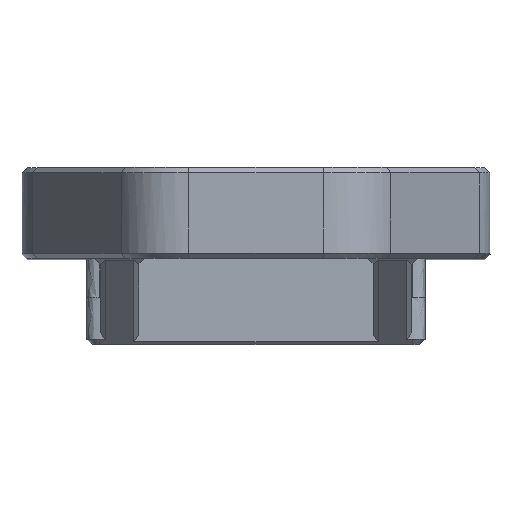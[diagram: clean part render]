
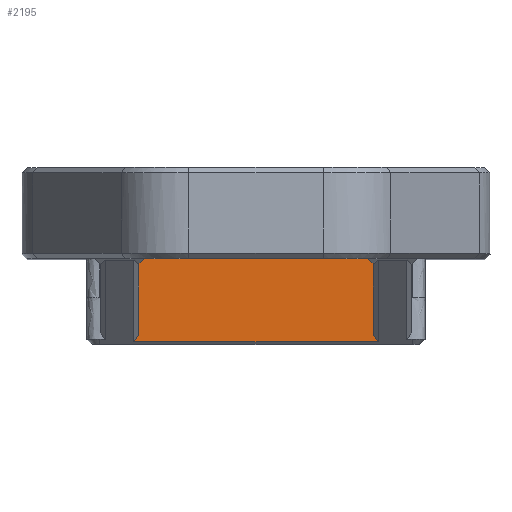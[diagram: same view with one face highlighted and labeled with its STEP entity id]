
A CAD part, top view. The second image highlights one B-rep face of the part: STEP entity #2195.
In plain terms, the highlighted planar face has unit normal (0, 0, 1).
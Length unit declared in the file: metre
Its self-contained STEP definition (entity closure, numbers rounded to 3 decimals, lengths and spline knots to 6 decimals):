
#261=ORIENTED_EDGE('',*,*,#902,.F.);
#262=ORIENTED_EDGE('',*,*,#907,.T.);
#263=ORIENTED_EDGE('',*,*,#877,.F.);
#264=ORIENTED_EDGE('',*,*,#908,.F.);
#265=ORIENTED_EDGE('',*,*,#909,.T.);
#266=ORIENTED_EDGE('',*,*,#910,.F.);
#267=ORIENTED_EDGE('',*,*,#911,.T.);
#268=ORIENTED_EDGE('',*,*,#912,.F.);
#269=ORIENTED_EDGE('',*,*,#871,.T.);
#270=ORIENTED_EDGE('',*,*,#913,.F.);
#271=ORIENTED_EDGE('',*,*,#897,.T.);
#272=ORIENTED_EDGE('',*,*,#914,.F.);
#273=ORIENTED_EDGE('',*,*,#833,.T.);
#274=ORIENTED_EDGE('',*,*,#915,.T.);
#833=EDGE_CURVE('',#1158,#1157,#1357,.T.);
#871=EDGE_CURVE('',#1195,#1194,#1384,.T.);
#877=EDGE_CURVE('',#1200,#1170,#1390,.T.);
#897=EDGE_CURVE('',#1219,#1220,#1399,.T.);
#902=EDGE_CURVE('',#1224,#1222,#1404,.T.);
#907=EDGE_CURVE('',#1224,#1170,#1409,.T.);
#908=EDGE_CURVE('',#1229,#1200,#1410,.T.);
#909=EDGE_CURVE('',#1229,#1230,#1411,.T.);
#910=EDGE_CURVE('',#1231,#1230,#1412,.T.);
#911=EDGE_CURVE('',#1231,#1232,#1413,.T.);
#912=EDGE_CURVE('',#1195,#1232,#1414,.T.);
#913=EDGE_CURVE('',#1219,#1194,#1415,.T.);
#914=EDGE_CURVE('',#1158,#1220,#1416,.T.);
#915=EDGE_CURVE('',#1157,#1222,#1417,.T.);
#1157=VERTEX_POINT('',#2909);
#1158=VERTEX_POINT('',#2911);
#1170=VERTEX_POINT('',#2951);
#1194=VERTEX_POINT('',#3032);
#1195=VERTEX_POINT('',#3034);
#1200=VERTEX_POINT('',#3044);
#1219=VERTEX_POINT('',#3138);
#1220=VERTEX_POINT('',#3139);
#1222=VERTEX_POINT('',#3145);
#1224=VERTEX_POINT('',#3148);
#1229=VERTEX_POINT('',#3162);
#1230=VERTEX_POINT('',#3164);
#1231=VERTEX_POINT('',#3166);
#1232=VERTEX_POINT('',#3168);
#1357=LINE('',#2910,#1578);
#1384=LINE('',#3033,#1605);
#1390=LINE('',#3045,#1611);
#1399=LINE('',#3137,#1620);
#1404=LINE('',#3149,#1625);
#1409=LINE('',#3160,#1630);
#1410=LINE('',#3161,#1631);
#1411=LINE('',#3163,#1632);
#1412=LINE('',#3165,#1633);
#1413=LINE('',#3167,#1634);
#1414=LINE('',#3169,#1635);
#1415=LINE('',#3170,#1636);
#1416=LINE('',#3171,#1637);
#1417=LINE('',#3172,#1638);
#1578=VECTOR('',#2466,1.);
#1605=VECTOR('',#2499,1.);
#1611=VECTOR('',#2505,1.);
#1620=VECTOR('',#2520,1.);
#1625=VECTOR('',#2527,1.);
#1630=VECTOR('',#2536,1.);
#1631=VECTOR('',#2537,1.);
#1632=VECTOR('',#2538,1.);
#1633=VECTOR('',#2539,1.);
#1634=VECTOR('',#2540,1.);
#1635=VECTOR('',#2541,1.);
#1636=VECTOR('',#2542,1.);
#1637=VECTOR('',#2543,1.);
#1638=VECTOR('',#2544,1.);
#1805=EDGE_LOOP('',(#261,#262,#263,#264,#265,#266,#267,#268,#269,#270,#271,
#272,#273,#274));
#1965=FACE_BOUND('',#1805,.T.);
#2121=PLANE('',#2356);
#2195=ADVANCED_FACE('',(#1965),#2121,.F.);
#2356=AXIS2_PLACEMENT_3D('',#3159,#2534,#2535);
#2466=DIRECTION('',(1.,0.,0.));
#2499=DIRECTION('',(-1.,0.,0.));
#2505=DIRECTION('',(1.,0.,0.));
#2520=DIRECTION('',(0.,-1.,0.));
#2527=DIRECTION('',(0.,-1.,0.));
#2534=DIRECTION('',(0.,0.,-1.));
#2535=DIRECTION('',(0.,1.,0.));
#2536=DIRECTION('',(-0.707,0.707,0.));
#2537=DIRECTION('',(0.756,-0.654,0.));
#2538=DIRECTION('',(0.,1.,0.));
#2539=DIRECTION('',(1.,0.,0.));
#2540=DIRECTION('',(0.,-1.,0.));
#2541=DIRECTION('',(0.756,0.654,0.));
#2542=DIRECTION('',(0.707,0.707,0.));
#2543=DIRECTION('',(0.577,0.816,0.));
#2544=DIRECTION('',(-0.577,0.816,0.));
#2909=CARTESIAN_POINT('',(0.130706,0.165703,0.083258));
#2910=CARTESIAN_POINT('',(0.111906,0.165703,0.083258));
#2911=CARTESIAN_POINT('',(0.111906,0.165703,0.083258));
#2951=CARTESIAN_POINT('',(0.129906,0.172103,0.083258));
#3032=CARTESIAN_POINT('',(0.112706,0.172103,0.083258));
#3033=CARTESIAN_POINT('',(0.118709,0.172103,0.083258));
#3034=CARTESIAN_POINT('',(0.118709,0.172103,0.083258));
#3044=CARTESIAN_POINT('',(0.124018,0.172103,0.083258));
#3045=CARTESIAN_POINT('',(0.124018,0.172103,0.083258));
#3137=CARTESIAN_POINT('',(0.112306,0.171703,0.083258));
#3138=CARTESIAN_POINT('',(0.112306,0.171703,0.083258));
#3139=CARTESIAN_POINT('',(0.112306,0.166268,0.083258));
#3145=CARTESIAN_POINT('',(0.130306,0.166268,0.083258));
#3148=CARTESIAN_POINT('',(0.130306,0.171703,0.083258));
#3149=CARTESIAN_POINT('',(0.130306,0.171703,0.083258));
#3159=CARTESIAN_POINT('',(0.122431,0.177103,0.083258));
#3160=CARTESIAN_POINT('',(0.130306,0.171703,0.083258));
#3161=CARTESIAN_POINT('',(0.123671,0.172403,0.083258));
#3162=CARTESIAN_POINT('',(0.123671,0.172403,0.083258));
#3163=CARTESIAN_POINT('',(0.123671,0.172403,0.083258));
#3164=CARTESIAN_POINT('',(0.123671,0.176103,0.083258));
#3165=CARTESIAN_POINT('',(0.119056,0.176103,0.083258));
#3166=CARTESIAN_POINT('',(0.119056,0.176103,0.083258));
#3167=CARTESIAN_POINT('',(0.119056,0.176103,0.083258));
#3168=CARTESIAN_POINT('',(0.119056,0.172403,0.083258));
#3169=CARTESIAN_POINT('',(0.118709,0.172103,0.083258));
#3170=CARTESIAN_POINT('',(0.112306,0.171703,0.083258));
#3171=CARTESIAN_POINT('',(0.111906,0.165703,0.083258));
#3172=CARTESIAN_POINT('',(0.130706,0.165703,0.083258));
